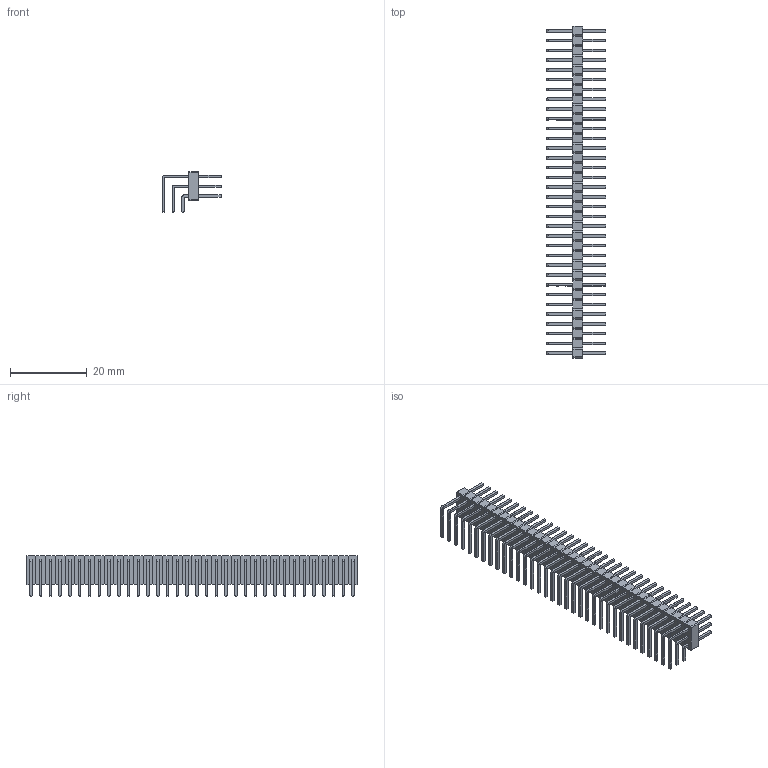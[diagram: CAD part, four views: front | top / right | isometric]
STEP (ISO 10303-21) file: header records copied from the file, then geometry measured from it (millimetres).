
FILE_DESCRIPTION(('FreeCAD Model'),'2;1');
FILE_NAME('Open CASCADE Shape Model','2022-01-07T04:11:08',( 'kicad StepUp'),('ksu MCAD'),'Open CASCADE STEP processor 7.5', 'FreeCAD','Unknown');
FILE_SCHEMA(('AUTOMOTIVE_DESIGN { 1 0 10303 214 1 1 1 1 }'));
Products named in the file (1): PinHeader_3x34_P2.54mm_Horizontal
Bounding box: 15.44 x 86.36 x 10.62 mm (x, y, z)
Volume: 2353 mm3; surface area: 8643.7 mm2
Topology: 136 solids, 136 shells, 2482 faces, 5814 edges, 3604 vertices
Faces by surface type: plane 2380, cylinder 102
Entity records: 87265 total; most frequent: CARTESIAN_POINT 11901, ORIENTED_EDGE 11628, DIRECTION 10984, EDGE_CURVE 5814, LINE 5610, VECTOR 5610, VERTEX_POINT 3604, AXIS2_PLACEMENT_3D 2687
